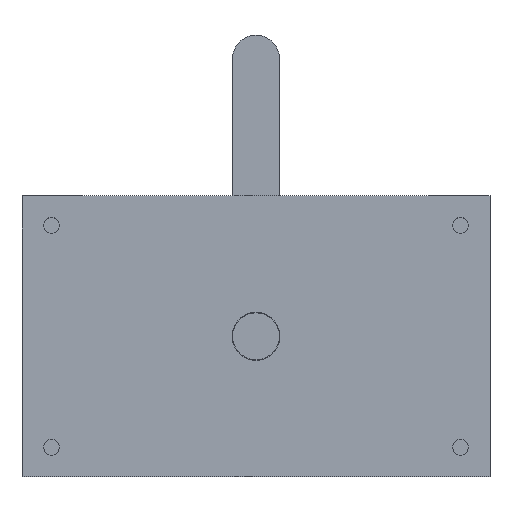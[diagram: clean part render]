
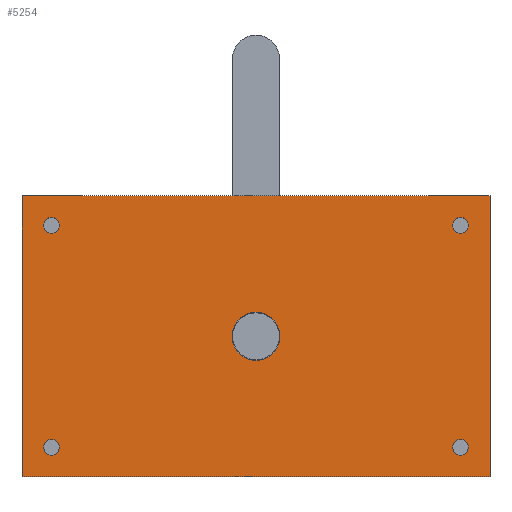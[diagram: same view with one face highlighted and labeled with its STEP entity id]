
A CAD part, top view. The second image highlights one B-rep face of the part: STEP entity #5254.
In plain terms, the highlighted planar face has unit normal (0, 0, 1).
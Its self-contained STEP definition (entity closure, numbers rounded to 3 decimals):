
#4959 = VERTEX_POINT('',#4960);
#4960 = CARTESIAN_POINT('',(-50.,30.,2.));
#4966 = EDGE_CURVE('',#4959,#4967,#4969,.T.);
#4967 = VERTEX_POINT('',#4968);
#4968 = CARTESIAN_POINT('',(50.,30.,2.));
#4969 = LINE('',#4970,#4971);
#4970 = CARTESIAN_POINT('',(-50.,30.,2.));
#4971 = VECTOR('',#4972,1.);
#4972 = DIRECTION('',(1.,0.,0.));
#4999 = VERTEX_POINT('',#5000);
#5000 = CARTESIAN_POINT('',(-50.,-30.,2.));
#5006 = EDGE_CURVE('',#4999,#4959,#5007,.T.);
#5007 = LINE('',#5008,#5009);
#5008 = CARTESIAN_POINT('',(-50.,-30.,2.));
#5009 = VECTOR('',#5010,1.);
#5010 = DIRECTION('',(0.,1.,0.));
#5028 = EDGE_CURVE('',#4967,#5029,#5031,.T.);
#5029 = VERTEX_POINT('',#5030);
#5030 = CARTESIAN_POINT('',(50.,-30.,2.));
#5031 = LINE('',#5032,#5033);
#5032 = CARTESIAN_POINT('',(50.,30.,2.));
#5033 = VECTOR('',#5034,1.);
#5034 = DIRECTION('',(0.,-1.,0.));
#5254 = ADVANCED_FACE('',(#5255,#5266,#5277,#5288,#5299,#5310),#5321,.T.
  );
#5255 = FACE_BOUND('',#5256,.T.);
#5256 = EDGE_LOOP('',(#5257,#5258,#5259,#5265));
#5257 = ORIENTED_EDGE('',*,*,#4966,.F.);
#5258 = ORIENTED_EDGE('',*,*,#5006,.F.);
#5259 = ORIENTED_EDGE('',*,*,#5260,.F.);
#5260 = EDGE_CURVE('',#5029,#4999,#5261,.T.);
#5261 = LINE('',#5262,#5263);
#5262 = CARTESIAN_POINT('',(50.,-30.,2.));
#5263 = VECTOR('',#5264,1.);
#5264 = DIRECTION('',(-1.,0.,0.));
#5265 = ORIENTED_EDGE('',*,*,#5028,.F.);
#5266 = FACE_BOUND('',#5267,.T.);
#5267 = EDGE_LOOP('',(#5268));
#5268 = ORIENTED_EDGE('',*,*,#5269,.F.);
#5269 = EDGE_CURVE('',#5270,#5270,#5272,.T.);
#5270 = VERTEX_POINT('',#5271);
#5271 = CARTESIAN_POINT('',(-42.,-23.7,2.));
#5272 = CIRCLE('',#5273,1.7);
#5273 = AXIS2_PLACEMENT_3D('',#5274,#5275,#5276);
#5274 = CARTESIAN_POINT('',(-43.7,-23.7,2.));
#5275 = DIRECTION('',(0.,0.,1.));
#5276 = DIRECTION('',(1.,0.,0.));
#5277 = FACE_BOUND('',#5278,.T.);
#5278 = EDGE_LOOP('',(#5279));
#5279 = ORIENTED_EDGE('',*,*,#5280,.F.);
#5280 = EDGE_CURVE('',#5281,#5281,#5283,.T.);
#5281 = VERTEX_POINT('',#5282);
#5282 = CARTESIAN_POINT('',(45.4,-23.7,2.));
#5283 = CIRCLE('',#5284,1.7);
#5284 = AXIS2_PLACEMENT_3D('',#5285,#5286,#5287);
#5285 = CARTESIAN_POINT('',(43.7,-23.7,2.));
#5286 = DIRECTION('',(0.,0.,1.));
#5287 = DIRECTION('',(1.,0.,0.));
#5288 = FACE_BOUND('',#5289,.T.);
#5289 = EDGE_LOOP('',(#5290));
#5290 = ORIENTED_EDGE('',*,*,#5291,.F.);
#5291 = EDGE_CURVE('',#5292,#5292,#5294,.T.);
#5292 = VERTEX_POINT('',#5293);
#5293 = CARTESIAN_POINT('',(5.125,0.,2.));
#5294 = CIRCLE('',#5295,5.125);
#5295 = AXIS2_PLACEMENT_3D('',#5296,#5297,#5298);
#5296 = CARTESIAN_POINT('',(0.,0.,2.));
#5297 = DIRECTION('',(0.,0.,1.));
#5298 = DIRECTION('',(1.,0.,0.));
#5299 = FACE_BOUND('',#5300,.T.);
#5300 = EDGE_LOOP('',(#5301));
#5301 = ORIENTED_EDGE('',*,*,#5302,.F.);
#5302 = EDGE_CURVE('',#5303,#5303,#5305,.T.);
#5303 = VERTEX_POINT('',#5304);
#5304 = CARTESIAN_POINT('',(-42.,23.7,2.));
#5305 = CIRCLE('',#5306,1.7);
#5306 = AXIS2_PLACEMENT_3D('',#5307,#5308,#5309);
#5307 = CARTESIAN_POINT('',(-43.7,23.7,2.));
#5308 = DIRECTION('',(0.,0.,1.));
#5309 = DIRECTION('',(1.,0.,0.));
#5310 = FACE_BOUND('',#5311,.T.);
#5311 = EDGE_LOOP('',(#5312));
#5312 = ORIENTED_EDGE('',*,*,#5313,.F.);
#5313 = EDGE_CURVE('',#5314,#5314,#5316,.T.);
#5314 = VERTEX_POINT('',#5315);
#5315 = CARTESIAN_POINT('',(45.4,23.7,2.));
#5316 = CIRCLE('',#5317,1.7);
#5317 = AXIS2_PLACEMENT_3D('',#5318,#5319,#5320);
#5318 = CARTESIAN_POINT('',(43.7,23.7,2.));
#5319 = DIRECTION('',(0.,0.,1.));
#5320 = DIRECTION('',(1.,0.,0.));
#5321 = PLANE('',#5322);
#5322 = AXIS2_PLACEMENT_3D('',#5323,#5324,#5325);
#5323 = CARTESIAN_POINT('',(0.,0.,2.));
#5324 = DIRECTION('',(0.,0.,1.));
#5325 = DIRECTION('',(1.,0.,0.));
